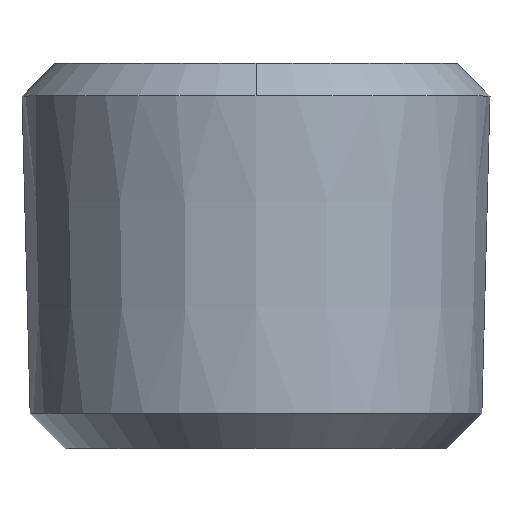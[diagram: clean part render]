
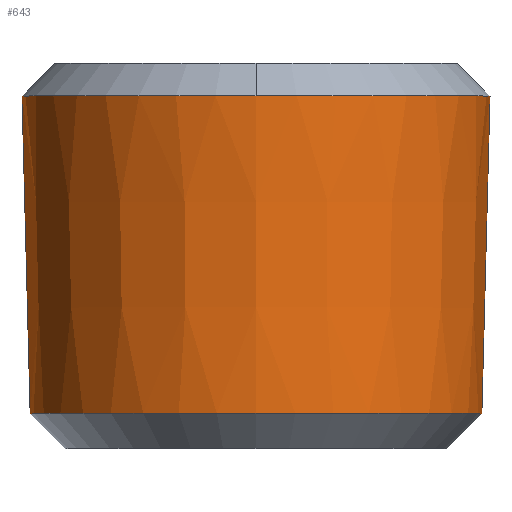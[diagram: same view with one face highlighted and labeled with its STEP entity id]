
A CAD part, top view. The second image highlights one B-rep face of the part: STEP entity #643.
In plain terms, the highlighted conical face has half-angle 1.47 degrees and reference radius 6.707 mm.
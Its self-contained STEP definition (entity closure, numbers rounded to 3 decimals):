
#58 = VERTEX_POINT ( 'NONE', #872 ) ;
#60 = VERTEX_POINT ( 'NONE', #873 ) ;
#62 = VERTEX_POINT ( 'NONE', #875 ) ;
#64 = VERTEX_POINT ( 'NONE', #877 ) ;
#69 = VERTEX_POINT ( 'NONE', #882 ) ;
#108 = EDGE_LOOP ( 'NONE', ( #150, #152, #151, #153, #154 ) ) ;
#150 = ORIENTED_EDGE ( 'NONE', *, *, #652, .F. ) ;
#151 = ORIENTED_EDGE ( 'NONE', *, *, #654, .T. ) ;
#152 = ORIENTED_EDGE ( 'NONE', *, *, #653, .T. ) ;
#153 = ORIENTED_EDGE ( 'NONE', *, *, #655, .T. ) ;
#154 = ORIENTED_EDGE ( 'NONE', *, *, #656, .F. ) ;
#269 = AXIS2_PLACEMENT_3D ( 'NONE', #1023, #1024, #1025 ) ;
#275 = CONICAL_SURFACE ( 'NONE', #269, 6.707, 0.026 ) ;
#288 = CIRCLE ( 'NONE', #291, 6.45 ) ;
#289 = CIRCLE ( 'NONE', #295, 6.683 ) ;
#291 = AXIS2_PLACEMENT_3D ( 'NONE', #1051, #1052, #1053 ) ;
#292 = CIRCLE ( 'NONE', #294, 6.683 ) ;
#293 = VECTOR ( 'NONE', #1055, 1000. ) ;
#294 = AXIS2_PLACEMENT_3D ( 'NONE', #1056, #1057, #1058 ) ;
#295 = AXIS2_PLACEMENT_3D ( 'NONE', #1059, #1060, #1061 ) ;
#296 = VECTOR ( 'NONE', #1063, 1000. ) ;
#473 = FACE_OUTER_BOUND ( 'NONE', #108, .T. ) ;
#485 = LINE ( 'NONE', #1054, #293 ) ;
#486 = LINE ( 'NONE', #1062, #296 ) ;
#643 = ADVANCED_FACE ( 'NONE', ( #473 ), #275, .T. ) ;
#652 = EDGE_CURVE ( 'NONE', #60, #64, #288, .T. ) ;
#653 = EDGE_CURVE ( 'NONE', #60, #69, #485, .T. ) ;
#654 = EDGE_CURVE ( 'NONE', #69, #58, #292, .T. ) ;
#655 = EDGE_CURVE ( 'NONE', #58, #62, #289, .T. ) ;
#656 = EDGE_CURVE ( 'NONE', #64, #62, #486, .T. ) ;
#872 = CARTESIAN_POINT ( 'NONE',  ( 0., 10.067, 6.683 ) ) ;
#873 = CARTESIAN_POINT ( 'NONE',  ( 6.45, 1., 0. ) ) ;
#875 = CARTESIAN_POINT ( 'NONE',  ( -6.683, 10.067, 0. ) ) ;
#877 = CARTESIAN_POINT ( 'NONE',  ( -6.45, 1., 0. ) ) ;
#882 = CARTESIAN_POINT ( 'NONE',  ( 6.683, 10.067, 0. ) ) ;
#1023 = CARTESIAN_POINT ( 'NONE',  ( 0., 11., 0. ) ) ;
#1024 = DIRECTION ( 'NONE',  ( 0., 1., 0. ) ) ;
#1025 = DIRECTION ( 'NONE',  ( -1., 0., 0. ) ) ;
#1051 = CARTESIAN_POINT ( 'NONE',  ( 0., 1., 0. ) ) ;
#1052 = DIRECTION ( 'NONE',  ( 0., -1., 0. ) ) ;
#1053 = DIRECTION ( 'NONE',  ( 1., 0., 0. ) ) ;
#1054 = CARTESIAN_POINT ( 'NONE',  ( 6.707, 11., 0. ) ) ;
#1055 = DIRECTION ( 'NONE',  ( 0.026, 1., 0. ) ) ;
#1056 = CARTESIAN_POINT ( 'NONE',  ( 0., 10.067, 0. ) ) ;
#1057 = DIRECTION ( 'NONE',  ( 0., -1., 0. ) ) ;
#1058 = DIRECTION ( 'NONE',  ( -1., 0., 0. ) ) ;
#1059 = CARTESIAN_POINT ( 'NONE',  ( 0., 10.067, 0. ) ) ;
#1060 = DIRECTION ( 'NONE',  ( 0., -1., 0. ) ) ;
#1061 = DIRECTION ( 'NONE',  ( -1., 0., 0. ) ) ;
#1062 = CARTESIAN_POINT ( 'NONE',  ( -6.707, 11., 0. ) ) ;
#1063 = DIRECTION ( 'NONE',  ( -0.026, 1., 0. ) ) ;
